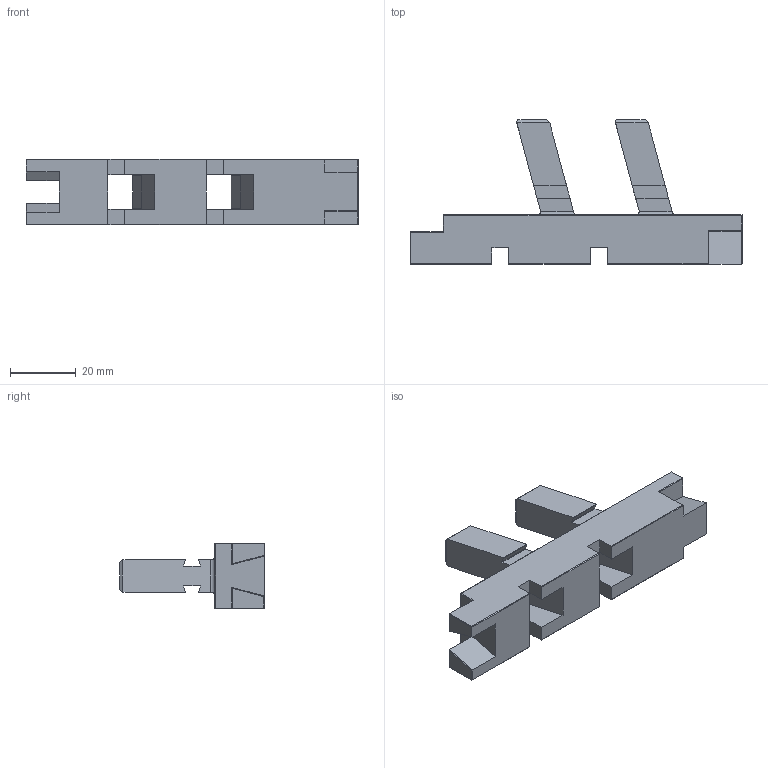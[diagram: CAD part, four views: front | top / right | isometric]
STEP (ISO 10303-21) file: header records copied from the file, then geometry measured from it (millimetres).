
FILE_DESCRIPTION (( 'STEP AP214' ), '1' );
FILE_NAME ('dish rackv3 test.STEP', '2025-04-25T23:44:07', ( 'andrew' ), ( '' ), 'SwSTEP 2.0', 'SolidWorks 2024', '' );
FILE_SCHEMA (( 'AUTOMOTIVE_DESIGN' ));
Length unit declared in the file: millimetre
Products named in the file (1): dish rackv3 test
Bounding box: 100.98 x 43.98 x 20 mm (x, y, z)
Volume: 28246.2 mm3; surface area: 10835.9 mm2
Topology: 1 solids, 1 shells, 138 faces, 363 edges, 227 vertices
Faces by surface type: plane 130, cylinder 8
Entity records: 4142 total; most frequent: CARTESIAN_POINT 765, ORIENTED_EDGE 726, DIRECTION 633, EDGE_CURVE 363, LINE 347, VECTOR 347, VERTEX_POINT 227, AXIS2_PLACEMENT_3D 143
